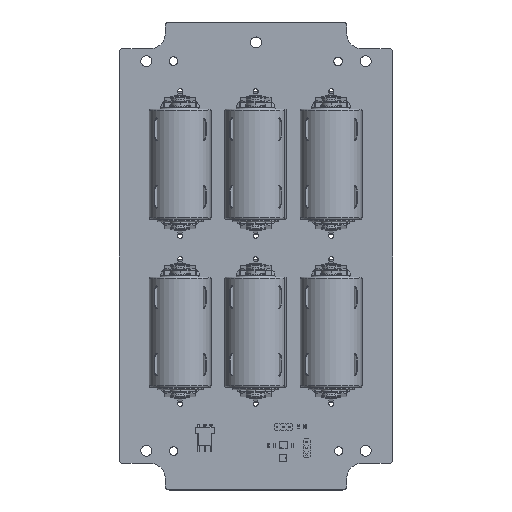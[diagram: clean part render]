
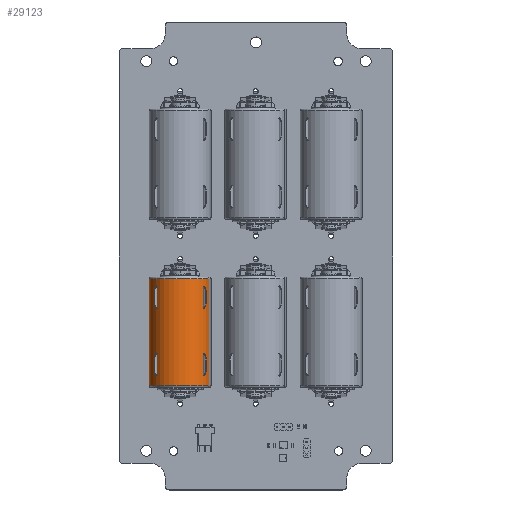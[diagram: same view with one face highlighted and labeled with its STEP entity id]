
A CAD part, top view. The second image highlights one B-rep face of the part: STEP entity #29123.
In plain terms, the highlighted cylindrical face has radius 12.7 mm (diameter 25.4 mm), a partial arc.
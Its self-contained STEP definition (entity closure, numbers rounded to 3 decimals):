
#28534 = VERTEX_POINT('',#28535);
#28535 = CARTESIAN_POINT('',(-14.085,2.025,
    81.426));
#28552 = VERTEX_POINT('',#28553);
#28553 = CARTESIAN_POINT('',(9.484,11.493,
    81.426));
#28560 = EDGE_CURVE('',#28534,#28552,#28561,.T.);
#28561 = CIRCLE('',#28562,12.7);
#28562 = AXIS2_PLACEMENT_3D('',#28563,#28564,#28565);
#28563 = CARTESIAN_POINT('',(-2.301,6.759,
    81.426));
#28564 = DIRECTION('',(0.,0.,-1.));
#28565 = DIRECTION('',(0.928,0.373,0.
    ));
#28798 = VERTEX_POINT('',#28799);
#28799 = CARTESIAN_POINT('',(9.484,11.493,
    37.23));
#28816 = VERTEX_POINT('',#28817);
#28817 = CARTESIAN_POINT('',(-14.085,2.025,
    37.23));
#28824 = EDGE_CURVE('',#28798,#28816,#28825,.T.);
#28825 = CIRCLE('',#28826,12.7);
#28826 = AXIS2_PLACEMENT_3D('',#28827,#28828,#28829);
#28827 = CARTESIAN_POINT('',(-2.301,6.759,
    37.23));
#28828 = DIRECTION('',(0.,0.,1.));
#28829 = DIRECTION('',(-0.928,-0.373,
    0.));
#29123 = ADVANCED_FACE('',(#29124),#29140,.T.);
#29124 = FACE_BOUND('',#29125,.T.);
#29125 = EDGE_LOOP('',(#29126,#29132,#29133,#29139));
#29126 = ORIENTED_EDGE('',*,*,#29127,.F.);
#29127 = EDGE_CURVE('',#28534,#28816,#29128,.T.);
#29128 = LINE('',#29129,#29130);
#29129 = CARTESIAN_POINT('',(-14.085,2.025,
    16.595));
#29130 = VECTOR('',#29131,1.);
#29131 = DIRECTION('',(0.,0.,-1.));
#29132 = ORIENTED_EDGE('',*,*,#28560,.T.);
#29133 = ORIENTED_EDGE('',*,*,#29134,.T.);
#29134 = EDGE_CURVE('',#28552,#28798,#29135,.T.);
#29135 = LINE('',#29136,#29137);
#29136 = CARTESIAN_POINT('',(9.484,11.493,
    16.595));
#29137 = VECTOR('',#29138,1.);
#29138 = DIRECTION('',(0.,0.,-1.));
#29139 = ORIENTED_EDGE('',*,*,#28824,.T.);
#29140 = CYLINDRICAL_SURFACE('',#29141,12.7);
#29141 = AXIS2_PLACEMENT_3D('',#29142,#29143,#29144);
#29142 = CARTESIAN_POINT('',(-2.301,6.759,
    16.595));
#29143 = DIRECTION('',(0.,0.,-1.));
#29144 = DIRECTION('',(0.928,0.373,0.
    ));
